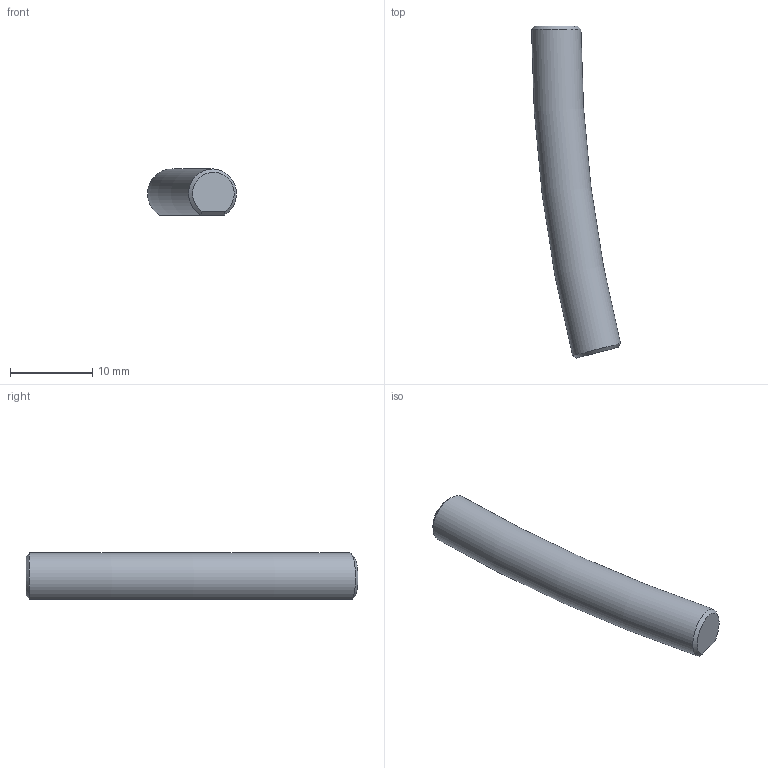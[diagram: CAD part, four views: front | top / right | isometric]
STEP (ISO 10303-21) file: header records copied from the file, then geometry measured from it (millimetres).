
FILE_DESCRIPTION(('FreeCAD Model'),'2;1');
FILE_NAME('Open CASCADE Shape Model','2025-07-19T12:26:14',(''),(''), 'Open CASCADE STEP processor 7.8','FreeCAD','Unknown');
FILE_SCHEMA(('AUTOMOTIVE_DESIGN { 1 0 10303 214 1 1 1 1 }'));
Length unit declared in the file: millimetre
Products named in the file (1): rod
Bounding box: 10.81 x 40.33 x 5.6 mm (x, y, z)
Volume: 1098.4 mm3; surface area: 796 mm2
Topology: 1 solids, 1 shells, 8 faces, 14 edges, 8 vertices
Faces by surface type: plane 5, bspline 2, torus 1
Entity records: 992 total; most frequent: CARTESIAN_POINT 703, DIRECTION 38, ORIENTED_EDGE 28, PCURVE 28, DEFINITIONAL_REPRESENTATION 28, B_SPLINE_CURVE_WITH_KNOTS 20, LINE 18, VECTOR 18
